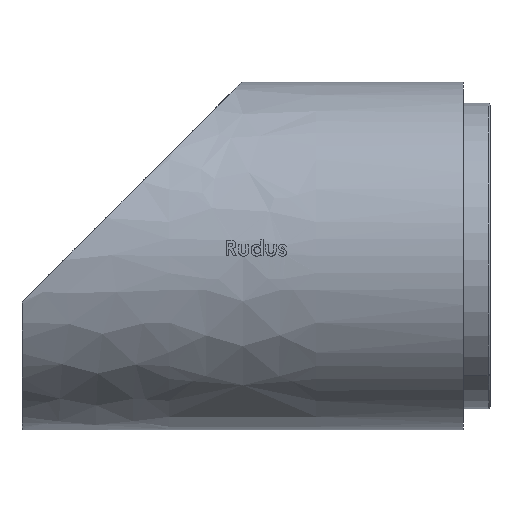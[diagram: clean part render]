
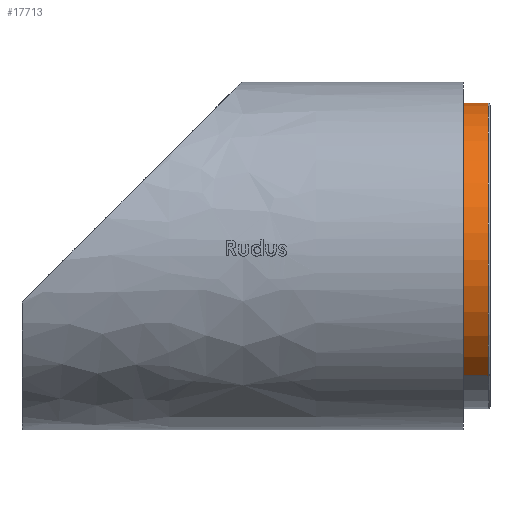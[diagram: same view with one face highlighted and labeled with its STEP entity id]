
A CAD part, front view. The second image highlights one B-rep face of the part: STEP entity #17713.
In plain terms, the highlighted cylindrical face has radius 775.7 mm (diameter 1551.4 mm), a partial arc.
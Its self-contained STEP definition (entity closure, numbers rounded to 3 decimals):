
#823 = LINE ( 'NONE', #1042, #11938 ) ;
#1042 = CARTESIAN_POINT ( 'NONE',  ( -606.829, 483.187, 2239. ) ) ;
#1731 = CARTESIAN_POINT ( 'NONE',  ( -606.829, 483.187, 2239. ) ) ;
#2041 = ORIENTED_EDGE ( 'NONE', *, *, #16978, .T. ) ;
#2399 = DIRECTION ( 'NONE',  ( -0.782, 0.623, 0. ) ) ;
#3110 = CARTESIAN_POINT ( 'NONE',  ( 606.829, -483.187, 2239. ) ) ;
#4114 = CARTESIAN_POINT ( 'NONE',  ( 606.829, -483.187, 2239. ) ) ;
#4641 = AXIS2_PLACEMENT_3D ( 'NONE', #12548, #21475, #2399 ) ;
#5213 = DIRECTION ( 'NONE',  ( -0.782, 0.623, 0. ) ) ;
#5696 = VERTEX_POINT ( 'NONE', #21439 ) ;
#7081 = EDGE_CURVE ( 'NONE', #5696, #10942, #19271, .T. ) ;
#8592 = VERTEX_POINT ( 'NONE', #1731 ) ;
#10055 = ORIENTED_EDGE ( 'NONE', *, *, #7081, .T. ) ;
#10164 = LINE ( 'NONE', #3110, #15207 ) ;
#10517 = EDGE_LOOP ( 'NONE', ( #10055, #2041, #13002, #19875 ) ) ;
#10563 = CYLINDRICAL_SURFACE ( 'NONE', #18163, 775.7 ) ;
#10867 = AXIS2_PLACEMENT_3D ( 'NONE', #19838, #11254, #18232 ) ;
#10942 = VERTEX_POINT ( 'NONE', #19221 ) ;
#11254 = DIRECTION ( 'NONE',  ( 0., 0., -1. ) ) ;
#11938 = VECTOR ( 'NONE', #12908, 1000. ) ;
#12548 = CARTESIAN_POINT ( 'NONE',  ( 0., 0., 2239. ) ) ;
#12908 = DIRECTION ( 'NONE',  ( 0., 0., -1. ) ) ;
#13002 = ORIENTED_EDGE ( 'NONE', *, *, #15896, .F. ) ;
#13481 = DIRECTION ( 'NONE',  ( 0., 0., -1. ) ) ;
#13996 = DIRECTION ( 'NONE',  ( 0., 0., -1. ) ) ;
#14473 = CIRCLE ( 'NONE', #4641, 775.7 ) ;
#15207 = VECTOR ( 'NONE', #13481, 1000. ) ;
#15590 = FACE_OUTER_BOUND ( 'NONE', #10517, .T. ) ;
#15787 = VERTEX_POINT ( 'NONE', #4114 ) ;
#15896 = EDGE_CURVE ( 'NONE', #8592, #15787, #14473, .T. ) ;
#16978 = EDGE_CURVE ( 'NONE', #10942, #15787, #10164, .T. ) ;
#17713 = ADVANCED_FACE ( 'NONE', ( #15590 ), #10563, .T. ) ;
#17997 = EDGE_CURVE ( 'NONE', #5696, #8592, #823, .T. ) ;
#18163 = AXIS2_PLACEMENT_3D ( 'NONE', #20864, #13996, #5213 ) ;
#18232 = DIRECTION ( 'NONE',  ( -0.782, 0.623, 0. ) ) ;
#19221 = CARTESIAN_POINT ( 'NONE',  ( 606.829, -483.187, 2365. ) ) ;
#19271 = CIRCLE ( 'NONE', #10867, 775.7 ) ;
#19838 = CARTESIAN_POINT ( 'NONE',  ( 0., 0., 2365. ) ) ;
#19875 = ORIENTED_EDGE ( 'NONE', *, *, #17997, .F. ) ;
#20864 = CARTESIAN_POINT ( 'NONE',  ( 0., 0., 2239. ) ) ;
#21439 = CARTESIAN_POINT ( 'NONE',  ( -606.829, 483.187, 2365. ) ) ;
#21475 = DIRECTION ( 'NONE',  ( 0., 0., -1. ) ) ;
